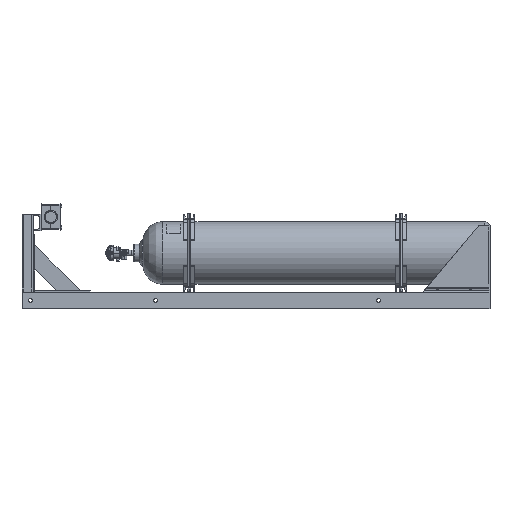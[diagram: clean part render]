
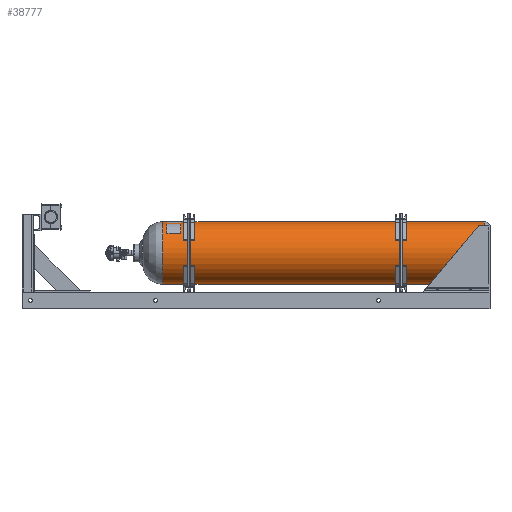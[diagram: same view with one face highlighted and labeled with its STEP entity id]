
A CAD part, left-side view. The second image highlights one B-rep face of the part: STEP entity #38777.
In plain terms, the highlighted cylindrical face has radius 142.85 mm (diameter 285.7 mm), a partial arc.
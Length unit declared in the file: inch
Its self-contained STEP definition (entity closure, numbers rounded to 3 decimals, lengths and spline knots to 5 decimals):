
#1073 = DIRECTION ( 'NONE',  ( 0., -1., 0. ) ) ;
#5042 = EDGE_LOOP ( 'NONE', ( #31129, #23410, #34588, #37986 ) ) ;
#5294 = DIRECTION ( 'NONE',  ( 0., -1., 0. ) ) ;
#5618 = AXIS2_PLACEMENT_3D ( 'NONE', #39365, #5294, #33057 ) ;
#6602 = DIRECTION ( 'NONE',  ( 0., -1., 0. ) ) ;
#8983 = AXIS2_PLACEMENT_3D ( 'NONE', #28857, #1073, #9826 ) ;
#9826 = DIRECTION ( 'NONE',  ( 0., 0., -1. ) ) ;
#9853 = CYLINDRICAL_SURFACE ( 'NONE', #18135, 5.62402 ) ;
#11155 = CARTESIAN_POINT ( 'NONE',  ( 0., 0., 5.62402 ) ) ;
#12696 = CARTESIAN_POINT ( 'NONE',  ( 0., 0., 0. ) ) ;
#12710 = VERTEX_POINT ( 'NONE', #28521 ) ;
#13341 = CARTESIAN_POINT ( 'NONE',  ( 0., -5.29832, 5.62402 ) ) ;
#14040 = CARTESIAN_POINT ( 'NONE',  ( 0., -63., 5.62402 ) ) ;
#14782 = VERTEX_POINT ( 'NONE', #13341 ) ;
#15180 = EDGE_CURVE ( 'NONE', #14782, #12710, #30227, .T. ) ;
#15737 = FACE_OUTER_BOUND ( 'NONE', #5042, .T. ) ;
#16983 = CARTESIAN_POINT ( 'NONE',  ( 0., -63., -5.62402 ) ) ;
#17062 = CARTESIAN_POINT ( 'NONE',  ( 0., 0., -5.62402 ) ) ;
#18135 = AXIS2_PLACEMENT_3D ( 'NONE', #12696, #6602, #18974 ) ;
#18974 = DIRECTION ( 'NONE',  ( 0., 0., -1. ) ) ;
#19186 = VECTOR ( 'NONE', #23495, 39.37008 ) ;
#20099 = LINE ( 'NONE', #17062, #35851 ) ;
#21063 = LINE ( 'NONE', #11155, #19186 ) ;
#22208 = VERTEX_POINT ( 'NONE', #14040 ) ;
#22396 = EDGE_CURVE ( 'NONE', #14782, #22208, #21063, .T. ) ;
#23410 = ORIENTED_EDGE ( 'NONE', *, *, #15180, .T. ) ;
#23495 = DIRECTION ( 'NONE',  ( 0., -1., 0. ) ) ;
#24861 = VERTEX_POINT ( 'NONE', #16983 ) ;
#28521 = CARTESIAN_POINT ( 'NONE',  ( 0., -5.29832, -5.62402 ) ) ;
#28857 = CARTESIAN_POINT ( 'NONE',  ( 0., -63., 0. ) ) ;
#30227 = CIRCLE ( 'NONE', #5618, 5.62402 ) ;
#30520 = EDGE_CURVE ( 'NONE', #12710, #24861, #20099, .T. ) ;
#31129 = ORIENTED_EDGE ( 'NONE', *, *, #22396, .F. ) ;
#32290 = CIRCLE ( 'NONE', #8983, 5.62402 ) ;
#33057 = DIRECTION ( 'NONE',  ( 0., 0., -1. ) ) ;
#34588 = ORIENTED_EDGE ( 'NONE', *, *, #30520, .T. ) ;
#35851 = VECTOR ( 'NONE', #39536, 39.37008 ) ;
#37003 = EDGE_CURVE ( 'NONE', #22208, #24861, #32290, .T. ) ;
#37986 = ORIENTED_EDGE ( 'NONE', *, *, #37003, .F. ) ;
#38777 = ADVANCED_FACE ( 'NONE', ( #15737 ), #9853, .T. ) ;
#39365 = CARTESIAN_POINT ( 'NONE',  ( 0., -5.29832, 0. ) ) ;
#39536 = DIRECTION ( 'NONE',  ( 0., -1., 0. ) ) ;
